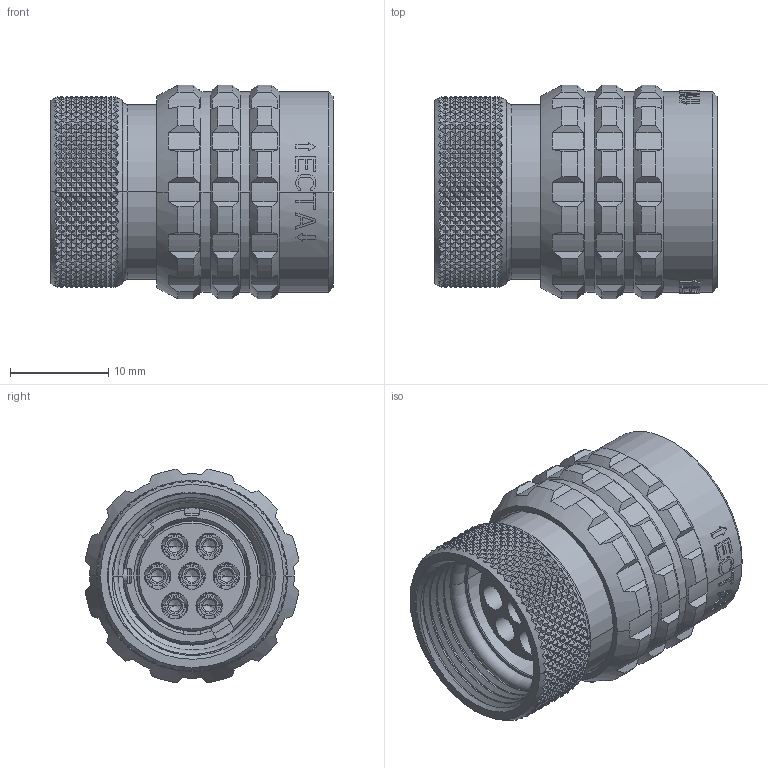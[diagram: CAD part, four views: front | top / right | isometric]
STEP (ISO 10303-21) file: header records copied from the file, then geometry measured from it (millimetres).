
FILE_DESCRIPTION((''),'2;1');
FILE_NAME('1332M107FS_1_1_1','2021-02-03T08:04:05',('cgregory'),('NET AG system integration'),'CREO PARAMETRIC BY PTC INC, 2019292','CREO PARAMETRIC BY PTC INC, 2019292','');
FILE_SCHEMA(('AUTOMOTIVE_DESIGN { 1 0 10303 214 1 1 1 1 }'));
Products named in the file (1): 1332M107FS_1_1_1
Bounding box: 28.8 x 21.79 x 21.79 mm (x, y, z)
Volume: 5663.2 mm3; surface area: 10848.4 mm2
Topology: 1 solids, 4 shells, 5307 faces, 10504 edges, 5243 vertices
Faces by surface type: bspline 3408, plane 1242, cylinder 364, cone 172, torus 121
Entity records: 222174 total; most frequent: CARTESIAN_POINT 96844, ORIENTED_EDGE 20952, DIRECTION 12229, EDGE_CURVE 10476, EDGE_LOOP 5487, B_SPLINE_CURVE_WITH_KNOTS 5386, FACE_OUTER_BOUND 5307, ADVANCED_FACE 5307
